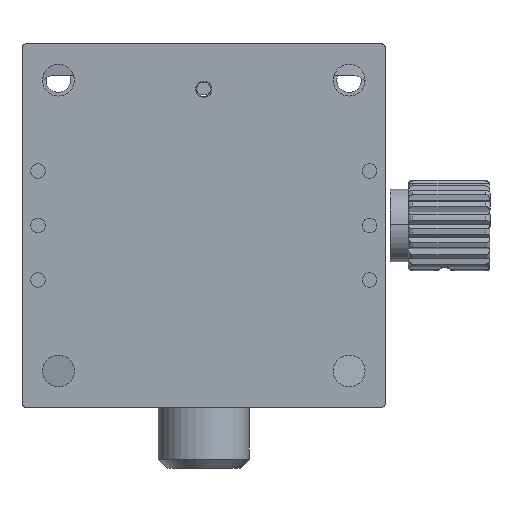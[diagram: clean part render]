
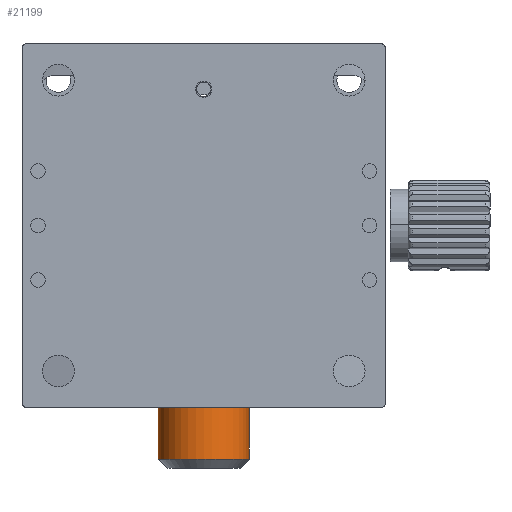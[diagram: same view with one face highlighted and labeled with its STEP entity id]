
A CAD part, front view. The second image highlights one B-rep face of the part: STEP entity #21199.
In plain terms, the highlighted cylindrical face has radius 5 mm (diameter 10 mm), a partial arc.
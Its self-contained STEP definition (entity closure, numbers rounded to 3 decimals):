
#102 = AXIS2_PLACEMENT_3D ( 'NONE', #13872, #15751, #9145 ) ;
#1272 = ORIENTED_EDGE ( 'NONE', *, *, #6563, .T. ) ;
#1863 = VERTEX_POINT ( 'NONE', #2588 ) ;
#2152 = CYLINDRICAL_SURFACE ( 'NONE', #6539, 5. ) ;
#2588 = CARTESIAN_POINT ( 'NONE',  ( -5., -59., -25.7 ) ) ;
#3284 = CARTESIAN_POINT ( 'NONE',  ( 5., -59., -26.7 ) ) ;
#4483 = CIRCLE ( 'NONE', #8110, 5. ) ;
#5197 = FACE_OUTER_BOUND ( 'NONE', #10699, .T. ) ;
#5485 = EDGE_CURVE ( 'NONE', #11909, #22181, #4483, .T. ) ;
#5582 = DIRECTION ( 'NONE',  ( 0., 0., 1. ) ) ;
#5711 = DIRECTION ( 'NONE',  ( 1., 0., 0. ) ) ;
#5892 = DIRECTION ( 'NONE',  ( 0., 0., 1. ) ) ;
#6539 = AXIS2_PLACEMENT_3D ( 'NONE', #18826, #5892, #5711 ) ;
#6563 = EDGE_CURVE ( 'NONE', #23199, #11909, #18970, .T. ) ;
#8034 = CARTESIAN_POINT ( 'NONE',  ( -5., -59., -26.7 ) ) ;
#8110 = AXIS2_PLACEMENT_3D ( 'NONE', #10408, #16762, #12399 ) ;
#8901 = ORIENTED_EDGE ( 'NONE', *, *, #26396, .T. ) ;
#9145 = DIRECTION ( 'NONE',  ( -1., 0., 0. ) ) ;
#10408 = CARTESIAN_POINT ( 'NONE',  ( 0., -59., -19.7 ) ) ;
#10699 = EDGE_LOOP ( 'NONE', ( #19699, #8901, #1272, #24410 ) ) ;
#11909 = VERTEX_POINT ( 'NONE', #18263 ) ;
#12399 = DIRECTION ( 'NONE',  ( -1., 0., 0. ) ) ;
#12903 = CIRCLE ( 'NONE', #102, 5. ) ;
#13299 = EDGE_CURVE ( 'NONE', #1863, #22181, #16806, .T. ) ;
#13872 = CARTESIAN_POINT ( 'NONE',  ( 0., -59., -25.7 ) ) ;
#15403 = VECTOR ( 'NONE', #5582, 1000. ) ;
#15751 = DIRECTION ( 'NONE',  ( 0., 0., 1. ) ) ;
#16762 = DIRECTION ( 'NONE',  ( 0., 0., -1. ) ) ;
#16806 = LINE ( 'NONE', #8034, #15403 ) ;
#16858 = CARTESIAN_POINT ( 'NONE',  ( 5., -59., -25.7 ) ) ;
#16943 = VECTOR ( 'NONE', #19095, 1000. ) ;
#18263 = CARTESIAN_POINT ( 'NONE',  ( 5., -59., -19.7 ) ) ;
#18286 = CARTESIAN_POINT ( 'NONE',  ( -5., -59., -19.7 ) ) ;
#18826 = CARTESIAN_POINT ( 'NONE',  ( 0., -59., -26.7 ) ) ;
#18970 = LINE ( 'NONE', #3284, #16943 ) ;
#19095 = DIRECTION ( 'NONE',  ( 0., 0., 1. ) ) ;
#19699 = ORIENTED_EDGE ( 'NONE', *, *, #13299, .F. ) ;
#21199 = ADVANCED_FACE ( 'NONE', ( #5197 ), #2152, .T. ) ;
#22181 = VERTEX_POINT ( 'NONE', #18286 ) ;
#23199 = VERTEX_POINT ( 'NONE', #16858 ) ;
#24410 = ORIENTED_EDGE ( 'NONE', *, *, #5485, .T. ) ;
#26396 = EDGE_CURVE ( 'NONE', #1863, #23199, #12903, .T. ) ;
